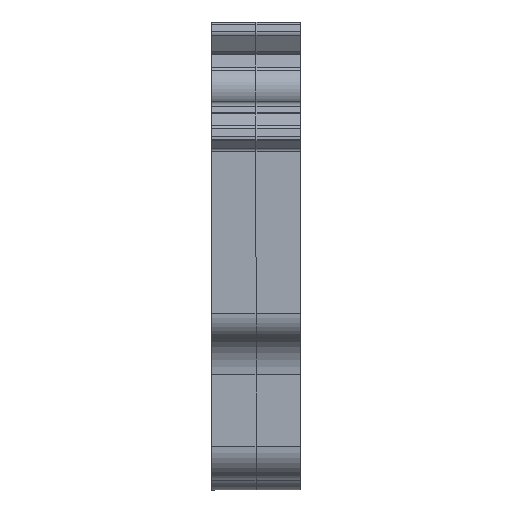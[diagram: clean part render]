
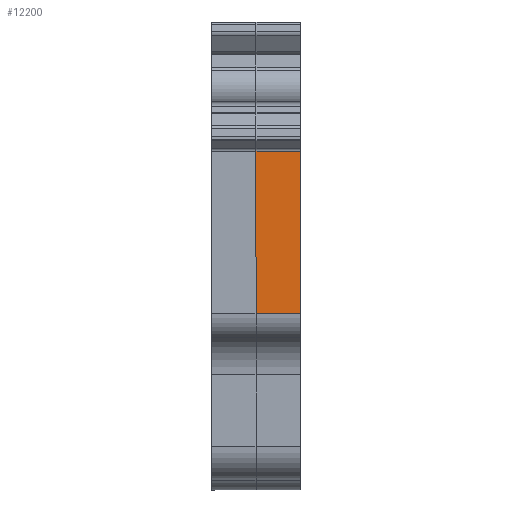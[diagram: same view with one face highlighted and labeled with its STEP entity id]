
A CAD part, left-side view. The second image highlights one B-rep face of the part: STEP entity #12200.
In plain terms, the highlighted face is planar.
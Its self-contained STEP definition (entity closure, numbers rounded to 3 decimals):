
#504 = DIRECTION ( 'NONE',  ( 0., -1., 0. ) ) ;
#702 = VECTOR ( 'NONE', #13963, 1000. ) ;
#857 = AXIS2_PLACEMENT_3D ( 'NONE', #4532, #504, #13095 ) ;
#897 = CARTESIAN_POINT ( 'NONE',  ( 0., 13.423, 8.343 ) ) ;
#1193 = LINE ( 'NONE', #5014, #12143 ) ;
#1942 = CARTESIAN_POINT ( 'NONE',  ( 4., 13.423, 22.997 ) ) ;
#1982 = EDGE_CURVE ( 'NONE', #6622, #12626, #5097, .T. ) ;
#2796 = CARTESIAN_POINT ( 'NONE',  ( 0.05, 13.423, 8.343 ) ) ;
#2833 = FACE_OUTER_BOUND ( 'NONE', #11287, .T. ) ;
#3006 = EDGE_CURVE ( 'NONE', #12626, #4748, #5621, .T. ) ;
#3304 = CARTESIAN_POINT ( 'NONE',  ( 4., 13.423, 8.343 ) ) ;
#3843 = DIRECTION ( 'NONE',  ( 0., 0., -1. ) ) ;
#4532 = CARTESIAN_POINT ( 'NONE',  ( 0.05, 13.423, 8.343 ) ) ;
#4748 = VERTEX_POINT ( 'NONE', #9906 ) ;
#5000 = ORIENTED_EDGE ( 'NONE', *, *, #3006, .T. ) ;
#5014 = CARTESIAN_POINT ( 'NONE',  ( 0., 13.423, 22.997 ) ) ;
#5097 = LINE ( 'NONE', #11306, #7686 ) ;
#5258 = DIRECTION ( 'NONE',  ( 1., 0., 0. ) ) ;
#5621 = LINE ( 'NONE', #3304, #14698 ) ;
#6622 = VERTEX_POINT ( 'NONE', #11256 ) ;
#7686 = VECTOR ( 'NONE', #5258, 1000. ) ;
#8403 = EDGE_CURVE ( 'NONE', #6622, #15767, #1193, .T. ) ;
#9906 = CARTESIAN_POINT ( 'NONE',  ( 4., 13.423, 8.343 ) ) ;
#9923 = ORIENTED_EDGE ( 'NONE', *, *, #14178, .F. ) ;
#10369 = PLANE ( 'NONE',  #857 ) ;
#11256 = CARTESIAN_POINT ( 'NONE',  ( 0., 13.423, 22.997 ) ) ;
#11287 = EDGE_LOOP ( 'NONE', ( #16188, #5000, #9923, #15318 ) ) ;
#11306 = CARTESIAN_POINT ( 'NONE',  ( 0.05, 13.423, 22.997 ) ) ;
#12143 = VECTOR ( 'NONE', #3843, 1000. ) ;
#12200 = ADVANCED_FACE ( 'NONE', ( #2833 ), #10369, .F. ) ;
#12626 = VERTEX_POINT ( 'NONE', #1942 ) ;
#13095 = DIRECTION ( 'NONE',  ( 0., 0., 1. ) ) ;
#13248 = DIRECTION ( 'NONE',  ( 0., 0., -1. ) ) ;
#13874 = LINE ( 'NONE', #2796, #702 ) ;
#13963 = DIRECTION ( 'NONE',  ( 1., 0., 0. ) ) ;
#14178 = EDGE_CURVE ( 'NONE', #15767, #4748, #13874, .T. ) ;
#14698 = VECTOR ( 'NONE', #13248, 1000. ) ;
#15318 = ORIENTED_EDGE ( 'NONE', *, *, #8403, .F. ) ;
#15767 = VERTEX_POINT ( 'NONE', #897 ) ;
#16188 = ORIENTED_EDGE ( 'NONE', *, *, #1982, .T. ) ;
